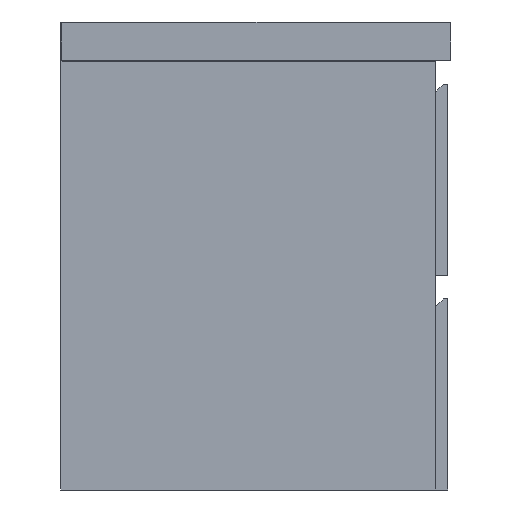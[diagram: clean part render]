
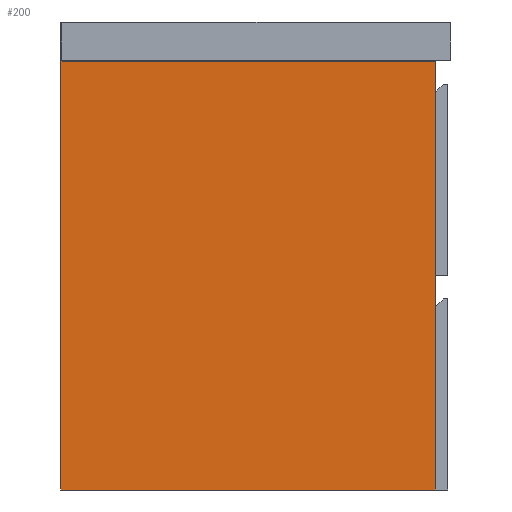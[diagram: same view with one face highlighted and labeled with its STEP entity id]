
A CAD part, left-side view. The second image highlights one B-rep face of the part: STEP entity #200.
In plain terms, the highlighted planar face has unit normal (-1, 0, 0).
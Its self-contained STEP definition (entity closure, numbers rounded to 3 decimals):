
#200=ADVANCED_FACE('',(#272),#1095,.T.);
#272=FACE_OUTER_BOUND('',#344,.T.);
#344=EDGE_LOOP('',(#457,#458,#459,#460));
#457=ORIENTED_EDGE('',*,*,#741,.F.);
#458=ORIENTED_EDGE('',*,*,#728,.T.);
#459=ORIENTED_EDGE('',*,*,#739,.T.);
#460=ORIENTED_EDGE('',*,*,#740,.F.);
#728=EDGE_CURVE('',#1006,#1005,#879,.T.);
#739=EDGE_CURVE('',#1005,#1013,#890,.T.);
#740=EDGE_CURVE('',#1014,#1013,#891,.T.);
#741=EDGE_CURVE('',#1006,#1014,#892,.T.);
#879=B_SPLINE_CURVE_WITH_KNOTS('',1,(#1515,#1516),.UNSPECIFIED.,.F.,.F.,
(2,2),(-550.,0.),.UNSPECIFIED.);
#890=B_SPLINE_CURVE_WITH_KNOTS('',1,(#1537,#1538),.UNSPECIFIED.,.F.,.F.,
(2,2),(-480.,0.),.UNSPECIFIED.);
#891=B_SPLINE_CURVE_WITH_KNOTS('',1,(#1539,#1540),.UNSPECIFIED.,.F.,.F.,
(2,2),(-550.,0.),.UNSPECIFIED.);
#892=B_SPLINE_CURVE_WITH_KNOTS('',1,(#1541,#1542),.UNSPECIFIED.,.F.,.F.,
(2,2),(-480.,0.),.UNSPECIFIED.);
#1005=VERTEX_POINT('',#1495);
#1006=VERTEX_POINT('',#1496);
#1013=VERTEX_POINT('',#1503);
#1014=VERTEX_POINT('',#1504);
#1095=PLANE('',#1273);
#1273=AXIS2_PLACEMENT_3D('',#1484,#1356,$);
#1356=DIRECTION('',(-1.,0.,0.));
#1484=CARTESIAN_POINT('',(-594.,-330.,528.));
#1495=CARTESIAN_POINT('',(-594.,275.,480.));
#1496=CARTESIAN_POINT('',(-594.,-275.,480.));
#1503=CARTESIAN_POINT('',(-594.,275.,0.));
#1504=CARTESIAN_POINT('',(-594.,-275.,0.));
#1515=CARTESIAN_POINT('',(-594.,-275.,480.));
#1516=CARTESIAN_POINT('',(-594.,275.,480.));
#1537=CARTESIAN_POINT('',(-594.,275.,480.));
#1538=CARTESIAN_POINT('',(-594.,275.,0.));
#1539=CARTESIAN_POINT('',(-594.,-275.,0.));
#1540=CARTESIAN_POINT('',(-594.,275.,0.));
#1541=CARTESIAN_POINT('',(-594.,-275.,480.));
#1542=CARTESIAN_POINT('',(-594.,-275.,0.));
